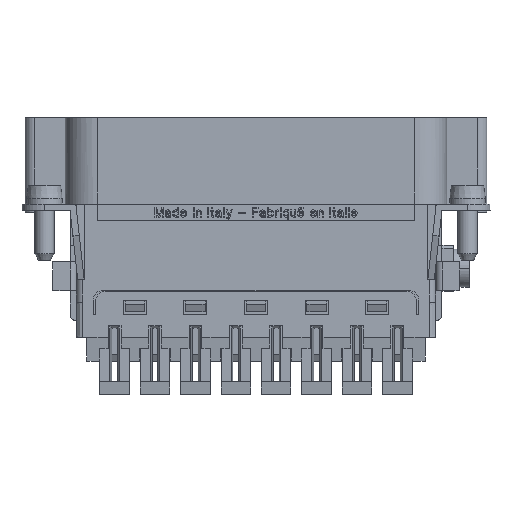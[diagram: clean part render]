
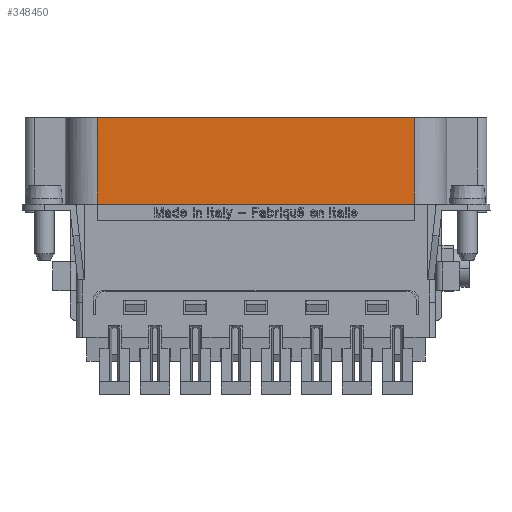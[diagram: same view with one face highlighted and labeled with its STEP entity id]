
A CAD part, front view. The second image highlights one B-rep face of the part: STEP entity #348450.
In plain terms, the highlighted face is planar.
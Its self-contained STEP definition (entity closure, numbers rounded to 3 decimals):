
#8080=CARTESIAN_POINT('',(113.996,65.084,-9.6));
#8090=VERTEX_POINT('',#8080);
#8260=CARTESIAN_POINT('',(64.496,65.084,
-9.6));
#8270=VERTEX_POINT('',#8260);
#8300=CARTESIAN_POINT('',(10.282,65.084,-9.6));
#8310=DIRECTION('',(-1.,0.,0.));
#8320=VECTOR('',#8310,1.);
#8330=LINE('',#8300,#8320);
#8340=EDGE_CURVE('',#8090,#8270,#8330,.T.);
#122440=CARTESIAN_POINT('',(64.496,65.084,11.1));
#122450=DIRECTION('',(0.,0.,-1.));
#122460=VECTOR('',#122450,1.);
#122470=LINE('',#122440,#122460);
#122480=CARTESIAN_POINT('',(64.496,65.084,-23.1));
#122490=VERTEX_POINT('',#122480);
#122500=EDGE_CURVE('',#8270,#122490,#122470,.T.);
#348220=CARTESIAN_POINT('',(117.246,65.084,-9.9));
#348230=DIRECTION('',(0.,-1.,0.));
#348240=DIRECTION('',(1.,0.,0.));
#348250=AXIS2_PLACEMENT_3D('',#348220,#348230,#348240);
#348260=PLANE('',#348250);
#348270=ORIENTED_EDGE('',*,*,#122500,.F.);
#348280=CARTESIAN_POINT('',(10.282,65.084,-23.1));
#348290=DIRECTION('',(-1.,0.,0.));
#348300=VECTOR('',#348290,1.);
#348310=LINE('',#348280,#348300);
#348320=CARTESIAN_POINT('',(113.996,65.084,-23.1));
#348330=VERTEX_POINT('',#348320);
#348340=EDGE_CURVE('',#348330,#122490,#348310,.T.);
#348350=ORIENTED_EDGE('',*,*,#348340,.T.);
#348360=CARTESIAN_POINT('',(113.996,65.084,-9.9)
);
#348370=DIRECTION('',(0.,0.,-1.));
#348380=VECTOR('',#348370,1.);
#348390=LINE('',#348360,#348380);
#348400=EDGE_CURVE('',#8090,#348330,#348390,.T.);
#348410=ORIENTED_EDGE('',*,*,#348400,.T.);
#348420=ORIENTED_EDGE('',*,*,#8340,.F.);
#348430=EDGE_LOOP('',(#348420,#348410,#348350,#348270));
#348440=FACE_OUTER_BOUND('',#348430,.T.);
#348450=ADVANCED_FACE('',(#348440),#348260,.F.);
